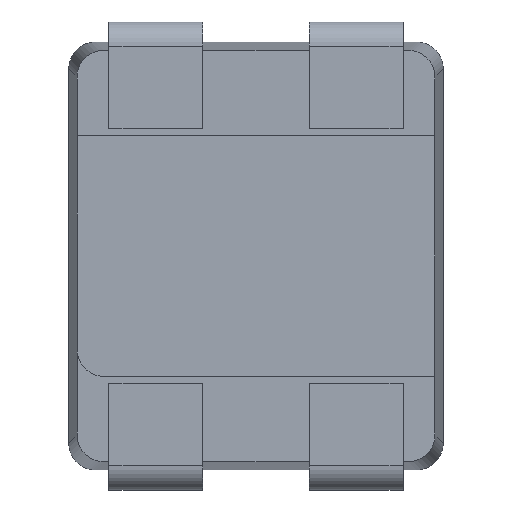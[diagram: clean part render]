
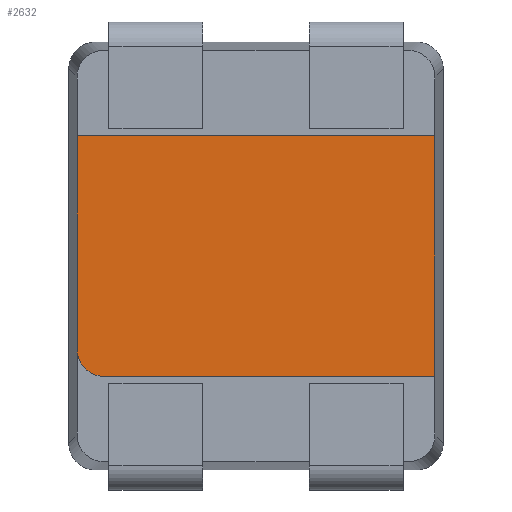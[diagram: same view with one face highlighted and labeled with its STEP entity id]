
A CAD part, front view. The second image highlights one B-rep face of the part: STEP entity #2632.
In plain terms, the highlighted planar face has unit normal (0, -1, 0).
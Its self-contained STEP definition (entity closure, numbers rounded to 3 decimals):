
#4 = LINE ( 'NONE', #1753, #1762 ) ;
#26 = FACE_OUTER_BOUND ( 'NONE', #467, .T. ) ;
#40 = CARTESIAN_POINT ( 'NONE',  ( -1.338, 0.1, 0.9 ) ) ;
#69 = CARTESIAN_POINT ( 'NONE',  ( 1.4, 0.1, 0.9 ) ) ;
#97 = VERTEX_POINT ( 'NONE', #1964 ) ;
#210 = CARTESIAN_POINT ( 'NONE',  ( 1.338, 0.1, 0.9 ) ) ;
#291 = PLANE ( 'NONE',  #2017 ) ;
#467 = EDGE_LOOP ( 'NONE', ( #1479, #2364, #612, #2293, #1770 ) ) ;
#546 = VERTEX_POINT ( 'NONE', #1274 ) ;
#556 = DIRECTION ( 'NONE',  ( -1., 0., 0. ) ) ;
#603 = CARTESIAN_POINT ( 'NONE',  ( -1.138, 0.1, -0.9 ) ) ;
#612 = ORIENTED_EDGE ( 'NONE', *, *, #2683, .F. ) ;
#698 = CARTESIAN_POINT ( 'NONE',  ( 1.338, 0.1, -1.6 ) ) ;
#885 = EDGE_CURVE ( 'NONE', #546, #2875, #1089, .T. ) ;
#921 = EDGE_CURVE ( 'NONE', #97, #1604, #4, .T. ) ;
#933 = VECTOR ( 'NONE', #2240, 1000. ) ;
#967 = DIRECTION ( 'NONE',  ( -1., 0., 0. ) ) ;
#981 = DIRECTION ( 'NONE',  ( 0., -1., 0. ) ) ;
#1089 = LINE ( 'NONE', #698, #933 ) ;
#1128 = VECTOR ( 'NONE', #967, 1000. ) ;
#1202 = CARTESIAN_POINT ( 'NONE',  ( 1.4, 0.1, -0.9 ) ) ;
#1246 = LINE ( 'NONE', #1632, #2261 ) ;
#1274 = CARTESIAN_POINT ( 'NONE',  ( 1.338, 0.1, -0.9 ) ) ;
#1411 = LINE ( 'NONE', #1202, #1128 ) ;
#1479 = ORIENTED_EDGE ( 'NONE', *, *, #921, .F. ) ;
#1604 = VERTEX_POINT ( 'NONE', #40 ) ;
#1632 = CARTESIAN_POINT ( 'NONE',  ( 1.4, 0.1, 0.9 ) ) ;
#1753 = CARTESIAN_POINT ( 'NONE',  ( -1.338, 0.1, -1.6 ) ) ;
#1761 = DIRECTION ( 'NONE',  ( 0., 1., 0. ) ) ;
#1762 = VECTOR ( 'NONE', #2460, 1000. ) ;
#1770 = ORIENTED_EDGE ( 'NONE', *, *, #1995, .T. ) ;
#1964 = CARTESIAN_POINT ( 'NONE',  ( -1.338, 0.1, -0.7 ) ) ;
#1995 = EDGE_CURVE ( 'NONE', #2875, #1604, #1246, .T. ) ;
#2001 = DIRECTION ( 'NONE',  ( 0., 0., 1. ) ) ;
#2017 = AXIS2_PLACEMENT_3D ( 'NONE', #69, #1761, #2001 ) ;
#2108 = DIRECTION ( 'NONE',  ( 0., 0., 1. ) ) ;
#2122 = CARTESIAN_POINT ( 'NONE',  ( -1.138, 0.1, -0.7 ) ) ;
#2240 = DIRECTION ( 'NONE',  ( 0., 0., 1. ) ) ;
#2261 = VECTOR ( 'NONE', #556, 1000. ) ;
#2293 = ORIENTED_EDGE ( 'NONE', *, *, #885, .T. ) ;
#2364 = ORIENTED_EDGE ( 'NONE', *, *, #2680, .T. ) ;
#2406 = VERTEX_POINT ( 'NONE', #603 ) ;
#2440 = CIRCLE ( 'NONE', #2771, 0.2 ) ;
#2460 = DIRECTION ( 'NONE',  ( 0., 0., 1. ) ) ;
#2632 = ADVANCED_FACE ( 'NONE', ( #26 ), #291, .F. ) ;
#2680 = EDGE_CURVE ( 'NONE', #97, #2406, #2440, .T. ) ;
#2683 = EDGE_CURVE ( 'NONE', #546, #2406, #1411, .T. ) ;
#2771 = AXIS2_PLACEMENT_3D ( 'NONE', #2122, #981, #2108 ) ;
#2875 = VERTEX_POINT ( 'NONE', #210 ) ;
